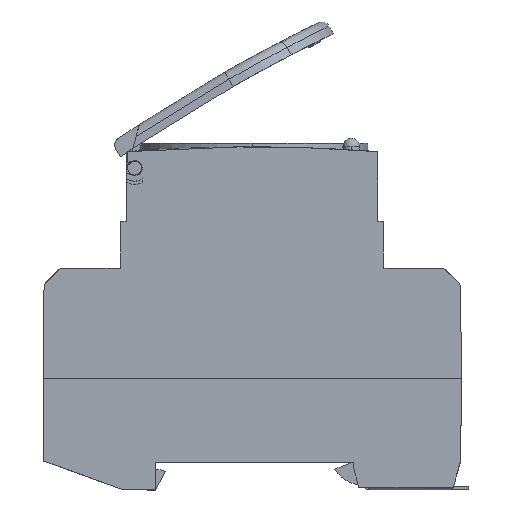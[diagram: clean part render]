
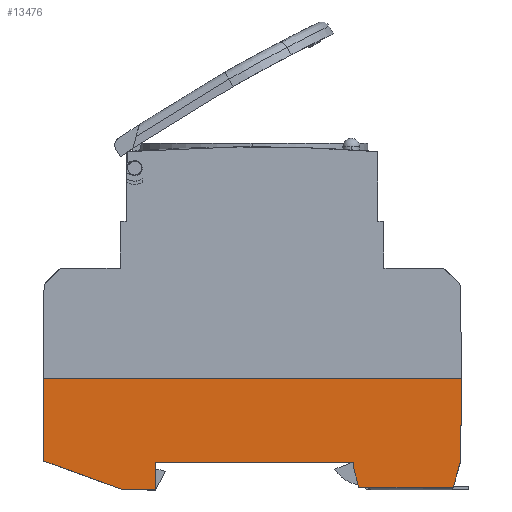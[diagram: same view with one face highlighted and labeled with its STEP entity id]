
A CAD part, left-side view. The second image highlights one B-rep face of the part: STEP entity #13476.
In plain terms, the highlighted planar face has unit normal (-1, 0, -0.009).
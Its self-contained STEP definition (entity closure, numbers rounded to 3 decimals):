
#1872 = VERTEX_POINT ( 'NONE', #7152 ) ;
#1888 = VERTEX_POINT ( 'NONE', #7239 ) ;
#6730 = LINE ( 'NONE', #6766, #31643 ) ;
#6749 = DIRECTION ( 'NONE',  ( 0.009, 0.009, -1. ) ) ;
#6766 = CARTESIAN_POINT ( 'NONE',  ( -22.498, -38.045, -25.2 ) ) ;
#6866 = LINE ( 'NONE', #6890, #31806 ) ;
#6890 = CARTESIAN_POINT ( 'NONE',  ( -22.498, 73.54, -25.2 ) ) ;
#6897 = DIRECTION ( 'NONE',  ( 0., 1., 0. ) ) ;
#6907 = LINE ( 'NONE', #7534, #31731 ) ;
#7152 = CARTESIAN_POINT ( 'NONE',  ( -22.355, -18.5, -41.55 ) ) ;
#7239 = CARTESIAN_POINT ( 'NONE',  ( -22.365, -18.5, -40.35 ) ) ;
#7534 = CARTESIAN_POINT ( 'NONE',  ( -22.367, 37.825, -40.136 ) ) ;
#7766 = DIRECTION ( 'NONE',  ( -0.009, 0.009, 1. ) ) ;
#12262 = EDGE_CURVE ( 'NONE', #48692, #48607, #6730, .T. ) ;
#12306 = EDGE_CURVE ( 'NONE', #48692, #48749, #6866, .T. ) ;
#12310 = EDGE_CURVE ( 'NONE', #48650, #48749, #6907, .T. ) ;
#12458 = EDGE_CURVE ( 'NONE', #1888, #48624, #34180, .T. ) ;
#12516 = EDGE_CURVE ( 'NONE', #48553, #1872, #22964, .T. ) ;
#12517 = EDGE_CURVE ( 'NONE', #48624, #48571, #22940, .T. ) ;
#12534 = EDGE_CURVE ( 'NONE', #48607, #48601, #23019, .T. ) ;
#12541 = EDGE_CURVE ( 'NONE', #48590, #48650, #23032, .T. ) ;
#12547 = EDGE_CURVE ( 'NONE', #48601, #48553, #23074, .T. ) ;
#12556 = EDGE_CURVE ( 'NONE', #48571, #48590, #23101, .T. ) ;
#13476 = ADVANCED_FACE ( 'NONE', ( #59462 ), #59471, .F. ) ;
#18802 = EDGE_CURVE ( 'NONE', #1872, #1888, #21622, .T. ) ;
#21622 = LINE ( 'NONE', #21643, #57404 ) ;
#21636 = DIRECTION ( 'NONE',  ( -0.009, 0., 1. ) ) ;
#21643 = CARTESIAN_POINT ( 'NONE',  ( -22.355, -18.5, -41.55 ) ) ;
#22937 = DIRECTION ( 'NONE',  ( 0.009, 0., -1. ) ) ;
#22940 = LINE ( 'NONE', #22955, #32149 ) ;
#22950 = CARTESIAN_POINT ( 'NONE',  ( -22.328, -19.317, -44.6 ) ) ;
#22955 = CARTESIAN_POINT ( 'NONE',  ( -22.301, 17.5, -47.702 ) ) ;
#22964 = LINE ( 'NONE', #22950, #32190 ) ;
#22974 = DIRECTION ( 'NONE',  ( -0.008, 0.259, 0.966 ) ) ;
#22990 = CARTESIAN_POINT ( 'NONE',  ( -22.368, -37.915, -40.055 ) ) ;
#23015 = DIRECTION ( 'NONE',  ( 0.008, 0.267, -0.964 ) ) ;
#23019 = LINE ( 'NONE', #22990, #32141 ) ;
#23025 = CARTESIAN_POINT ( 'NONE',  ( -22.321, 23.363, -45.4 ) ) ;
#23030 = DIRECTION ( 'NONE',  ( -0.003, 0.94, 0.342 ) ) ;
#23032 = LINE ( 'NONE', #23025, #32165 ) ;
#23035 = DIRECTION ( 'NONE',  ( 0., 1., 0. ) ) ;
#23039 = CARTESIAN_POINT ( 'NONE',  ( -22.326, 65.75, -44.9 ) ) ;
#23074 = LINE ( 'NONE', #23039, #32132 ) ;
#23101 = LINE ( 'NONE', #23108, #32113 ) ;
#23102 = DIRECTION ( 'NONE',  ( 0., 1., 0. ) ) ;
#23108 = CARTESIAN_POINT ( 'NONE',  ( -22.321, 65.75, -45.4 ) ) ;
#30097 = EDGE_LOOP ( 'NONE', ( #47205, #47212, #47133, #47237, #47192, #47201, #47180, #47238, #47240, #47153, #47197 ) ) ;
#31643 = VECTOR ( 'NONE', #6749, 1000. ) ;
#31731 = VECTOR ( 'NONE', #7766, 1000. ) ;
#31806 = VECTOR ( 'NONE', #6897, 1000. ) ;
#32061 = VECTOR ( 'NONE', #34225, 1000. ) ;
#32113 = VECTOR ( 'NONE', #23102, 1000. ) ;
#32132 = VECTOR ( 'NONE', #23035, 1000. ) ;
#32141 = VECTOR ( 'NONE', #23015, 1000. ) ;
#32149 = VECTOR ( 'NONE', #22937, 1000. ) ;
#32165 = VECTOR ( 'NONE', #23030, 1000. ) ;
#32190 = VECTOR ( 'NONE', #22974, 1000. ) ;
#33655 = AXIS2_PLACEMENT_3D ( 'NONE', #59464, #59469, #59481 ) ;
#34180 = LINE ( 'NONE', #34187, #32061 ) ;
#34187 = CARTESIAN_POINT ( 'NONE',  ( -22.365, 65.75, -40.35 ) ) ;
#34225 = DIRECTION ( 'NONE',  ( 0., 1., 0. ) ) ;
#47133 = ORIENTED_EDGE ( 'NONE', *, *, #12556, .F. ) ;
#47153 = ORIENTED_EDGE ( 'NONE', *, *, #12262, .F. ) ;
#47180 = ORIENTED_EDGE ( 'NONE', *, *, #12516, .F. ) ;
#47192 = ORIENTED_EDGE ( 'NONE', *, *, #12458, .F. ) ;
#47197 = ORIENTED_EDGE ( 'NONE', *, *, #12306, .T. ) ;
#47201 = ORIENTED_EDGE ( 'NONE', *, *, #18802, .F. ) ;
#47205 = ORIENTED_EDGE ( 'NONE', *, *, #12310, .F. ) ;
#47212 = ORIENTED_EDGE ( 'NONE', *, *, #12541, .F. ) ;
#47237 = ORIENTED_EDGE ( 'NONE', *, *, #12517, .F. ) ;
#47238 = ORIENTED_EDGE ( 'NONE', *, *, #12547, .F. ) ;
#47240 = ORIENTED_EDGE ( 'NONE', *, *, #12534, .F. ) ;
#48553 = VERTEX_POINT ( 'NONE', #52757 ) ;
#48571 = VERTEX_POINT ( 'NONE', #52708 ) ;
#48590 = VERTEX_POINT ( 'NONE', #52735 ) ;
#48601 = VERTEX_POINT ( 'NONE', #52718 ) ;
#48607 = VERTEX_POINT ( 'NONE', #52745 ) ;
#48624 = VERTEX_POINT ( 'NONE', #52786 ) ;
#48650 = VERTEX_POINT ( 'NONE', #52770 ) ;
#48692 = VERTEX_POINT ( 'NONE', #51554 ) ;
#48749 = VERTEX_POINT ( 'NONE', #51611 ) ;
#51554 = CARTESIAN_POINT ( 'NONE',  ( -22.498, -38.045, -25.2 ) ) ;
#51611 = CARTESIAN_POINT ( 'NONE',  ( -22.498, 37.955, -25.2 ) ) ;
#52708 = CARTESIAN_POINT ( 'NONE',  ( -22.321, 17.5, -45.4 ) ) ;
#52718 = CARTESIAN_POINT ( 'NONE',  ( -22.326, -36.572, -44.9 ) ) ;
#52735 = CARTESIAN_POINT ( 'NONE',  ( -22.321, 23.363, -45.4 ) ) ;
#52745 = CARTESIAN_POINT ( 'NONE',  ( -22.368, -37.915, -40.055 ) ) ;
#52757 = CARTESIAN_POINT ( 'NONE',  ( -22.326, -19.398, -44.9 ) ) ;
#52770 = CARTESIAN_POINT ( 'NONE',  ( -22.367, 37.825, -40.136 ) ) ;
#52786 = CARTESIAN_POINT ( 'NONE',  ( -22.365, 17.5, -40.35 ) ) ;
#57404 = VECTOR ( 'NONE', #21636, 1000. ) ;
#59462 = FACE_OUTER_BOUND ( 'NONE', #30097, .T. ) ;
#59464 = CARTESIAN_POINT ( 'NONE',  ( -22.301, 65.75, -47.702 ) ) ;
#59469 = DIRECTION ( 'NONE',  ( 1., 0., 0.009 ) ) ;
#59471 = PLANE ( 'NONE',  #33655 ) ;
#59481 = DIRECTION ( 'NONE',  ( 0.009, 0., -1. ) ) ;
